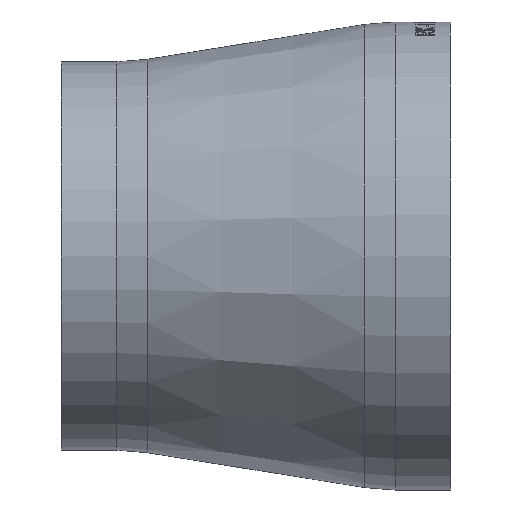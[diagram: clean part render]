
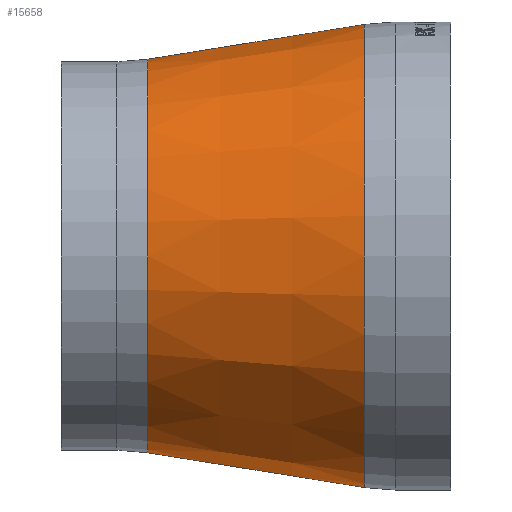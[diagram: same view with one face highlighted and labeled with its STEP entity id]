
A CAD part, left-side view. The second image highlights one B-rep face of the part: STEP entity #15658.
In plain terms, the highlighted conical face has half-angle 9.148 degrees and reference radius 70.74 mm.
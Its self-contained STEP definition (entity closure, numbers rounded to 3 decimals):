
#730 = EDGE_LOOP ( 'NONE', ( #5053 ) ) ;
#795 = CIRCLE ( 'NONE', #4884, 70.74 ) ;
#974 = VERTEX_POINT ( 'NONE', #14584 ) ;
#1011 = CONICAL_SURFACE ( 'NONE', #6032, 70.74, 0.16 ) ;
#1180 = EDGE_CURVE ( 'NONE', #9986, #9986, #9259, .T. ) ;
#4884 = AXIS2_PLACEMENT_3D ( 'NONE', #14507, #7840, #9148 ) ;
#5053 = ORIENTED_EDGE ( 'NONE', *, *, #6192, .T. ) ;
#5172 = CARTESIAN_POINT ( 'NONE',  ( 0., 31.129, -83.26 ) ) ;
#5597 = CARTESIAN_POINT ( 'NONE',  ( 0., 31.129, 0. ) ) ;
#6032 = AXIS2_PLACEMENT_3D ( 'NONE', #15244, #8296, #10996 ) ;
#6192 = EDGE_CURVE ( 'NONE', #974, #974, #795, .T. ) ;
#7840 = DIRECTION ( 'NONE',  ( 0., -1., 0. ) ) ;
#8296 = DIRECTION ( 'NONE',  ( 0., -1., 0. ) ) ;
#9148 = DIRECTION ( 'NONE',  ( 0., 0., -1. ) ) ;
#9259 = CIRCLE ( 'NONE', #10138, 83.26 ) ;
#9986 = VERTEX_POINT ( 'NONE', #5172 ) ;
#10138 = AXIS2_PLACEMENT_3D ( 'NONE', #5597, #16343, #16278 ) ;
#10640 = EDGE_LOOP ( 'NONE', ( #12594 ) ) ;
#10996 = DIRECTION ( 'NONE',  ( 0., 0., -1. ) ) ;
#11920 = FACE_BOUND ( 'NONE', #730, .T. ) ;
#12594 = ORIENTED_EDGE ( 'NONE', *, *, #1180, .F. ) ;
#13630 = FACE_OUTER_BOUND ( 'NONE', #10640, .T. ) ;
#14507 = CARTESIAN_POINT ( 'NONE',  ( 0., 108.871, 0. ) ) ;
#14584 = CARTESIAN_POINT ( 'NONE',  ( 0., 108.871, -70.74 ) ) ;
#15244 = CARTESIAN_POINT ( 'NONE',  ( 0., 108.871, 0. ) ) ;
#15658 = ADVANCED_FACE ( 'NONE', ( #13630, #11920 ), #1011, .T. ) ;
#16278 = DIRECTION ( 'NONE',  ( 0., 0., -1. ) ) ;
#16343 = DIRECTION ( 'NONE',  ( 0., -1., 0. ) ) ;
